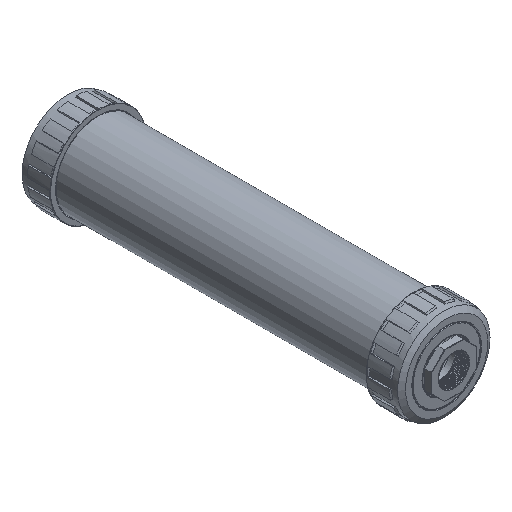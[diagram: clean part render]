
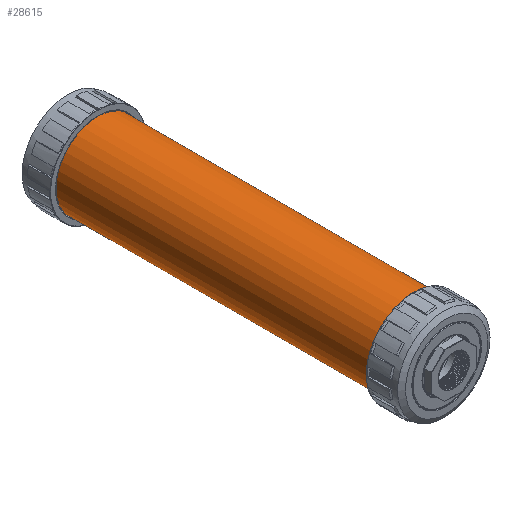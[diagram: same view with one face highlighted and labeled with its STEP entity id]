
A CAD part, isometric view. The second image highlights one B-rep face of the part: STEP entity #28615.
In plain terms, the highlighted cylindrical face has radius 82.55 mm (diameter 165.1 mm), a full revolution.
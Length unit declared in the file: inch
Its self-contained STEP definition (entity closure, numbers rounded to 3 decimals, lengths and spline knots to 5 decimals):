
#28581=CARTESIAN_POINT('',(3.25,-12.3185,0.0));
#28582=VERTEX_POINT('',#28581);
#28583=CARTESIAN_POINT('',(0.0,-12.3185,0.0));
#28584=DIRECTION('',(0.0,1.0,0.0));
#28585=DIRECTION('',(1.0,0.0,0.0));
#28586=AXIS2_PLACEMENT_3D('',#28583,#28584,#28585);
#28587=CIRCLE('',#28586,3.25);
#28588=EDGE_CURVE('',#28582,#28582,#28587,.T.);
#28596=CARTESIAN_POINT('',(0.0,0.,0.0));
#28597=DIRECTION('',(0.0,1.0,0.0));
#28598=DIRECTION('',(1.0,0.0,0.0));
#28599=AXIS2_PLACEMENT_3D('',#28596,#28597,#28598);
#28600=CYLINDRICAL_SURFACE('',#28599,3.25);
#28601=CARTESIAN_POINT('',(3.25,12.3185,0.0));
#28602=VERTEX_POINT('',#28601);
#28603=CARTESIAN_POINT('',(0.0,12.3185,0.0));
#28604=DIRECTION('',(0.0,1.0,0.0));
#28605=DIRECTION('',(1.0,0.0,0.0));
#28606=AXIS2_PLACEMENT_3D('',#28603,#28604,#28605);
#28607=CIRCLE('',#28606,3.25);
#28608=EDGE_CURVE('',#28602,#28602,#28607,.T.);
#28609=ORIENTED_EDGE('',*,*,#28608,.F.);
#28610=EDGE_LOOP('',(#28609));
#28611=FACE_OUTER_BOUND('',#28610,.T.);
#28612=ORIENTED_EDGE('',*,*,#28588,.T.);
#28613=EDGE_LOOP('',(#28612));
#28614=FACE_BOUND('',#28613,.T.);
#28615=ADVANCED_FACE('',(#28611,#28614),#28600,.T.);
